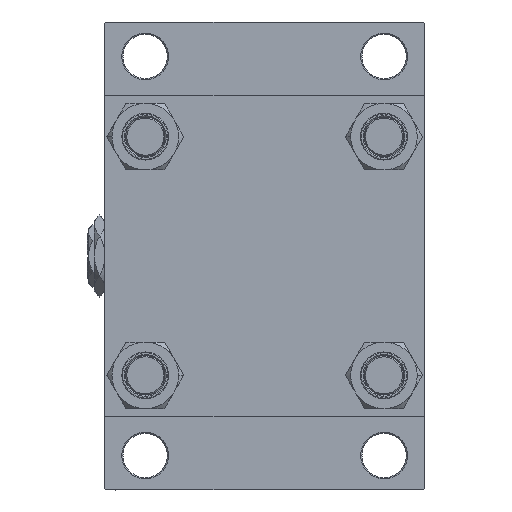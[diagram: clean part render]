
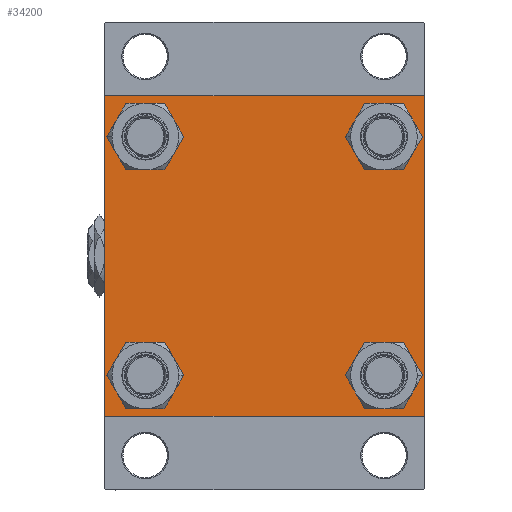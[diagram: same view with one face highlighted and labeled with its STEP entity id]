
A CAD part, left-side view. The second image highlights one B-rep face of the part: STEP entity #34200.
In plain terms, the highlighted planar face has unit normal (-1, 0, 0).
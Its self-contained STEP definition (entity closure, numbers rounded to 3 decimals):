
#554 = CARTESIAN_POINT ( 'NONE',  ( 0., 65., -65. ) ) ;
#652 = EDGE_CURVE ( 'NONE', #33524, #49078, #7578, .T. ) ;
#917 = EDGE_CURVE ( 'NONE', #39413, #28097, #15067, .T. ) ;
#1132 = LINE ( 'NONE', #5387, #41399 ) ;
#1436 = DIRECTION ( 'NONE',  ( 0., 0.707, -0.707 ) ) ;
#1757 = CARTESIAN_POINT ( 'NONE',  ( 0., -65., 64.5 ) ) ;
#1946 = CIRCLE ( 'NONE', #19540, 8.5 ) ;
#2020 = ORIENTED_EDGE ( 'NONE', *, *, #22701, .T. ) ;
#2436 = VERTEX_POINT ( 'NONE', #1757 ) ;
#2503 = EDGE_CURVE ( 'NONE', #3583, #38079, #1946, .T. ) ;
#2567 = VECTOR ( 'NONE', #21637, 1000. ) ;
#2589 = LINE ( 'NONE', #40659, #2567 ) ;
#3583 = VERTEX_POINT ( 'NONE', #33256 ) ;
#3795 = CARTESIAN_POINT ( 'NONE',  ( 0., 48.45, 48.45 ) ) ;
#4006 = VERTEX_POINT ( 'NONE', #36222 ) ;
#4110 = VECTOR ( 'NONE', #22362, 1000. ) ;
#4305 = LINE ( 'NONE', #554, #43109 ) ;
#4359 = EDGE_CURVE ( 'NONE', #38079, #3583, #8412, .T. ) ;
#5160 = VERTEX_POINT ( 'NONE', #22653 ) ;
#5387 = CARTESIAN_POINT ( 'NONE',  ( 0., -65., 65. ) ) ;
#6360 = FACE_BOUND ( 'NONE', #46752, .T. ) ;
#6638 = VERTEX_POINT ( 'NONE', #41549 ) ;
#6686 = EDGE_LOOP ( 'NONE', ( #2020, #40754 ) ) ;
#6997 = CARTESIAN_POINT ( 'NONE',  ( 0., -48.45, 48.45 ) ) ;
#7578 = CIRCLE ( 'NONE', #15494, 8.5 ) ;
#8412 = CIRCLE ( 'NONE', #41991, 8.5 ) ;
#8420 = AXIS2_PLACEMENT_3D ( 'NONE', #25658, #21894, #18130 ) ;
#9504 = DIRECTION ( 'NONE',  ( 1., 0., 0. ) ) ;
#10139 = ORIENTED_EDGE ( 'NONE', *, *, #35998, .T. ) ;
#10321 = DIRECTION ( 'NONE',  ( 0., 0., 1. ) ) ;
#10360 = PLANE ( 'NONE',  #8420 ) ;
#10567 = DIRECTION ( 'NONE',  ( 1., 0., 0. ) ) ;
#10827 = LINE ( 'NONE', #41389, #4110 ) ;
#10877 = DIRECTION ( 'NONE',  ( 1., 0., 0. ) ) ;
#11340 = CARTESIAN_POINT ( 'NONE',  ( 0., 65., 64.5 ) ) ;
#11441 = VERTEX_POINT ( 'NONE', #30743 ) ;
#15067 = LINE ( 'NONE', #37872, #38829 ) ;
#15494 = AXIS2_PLACEMENT_3D ( 'NONE', #35906, #43895, #16342 ) ;
#16149 = AXIS2_PLACEMENT_3D ( 'NONE', #36953, #10877, #37198 ) ;
#16171 = DIRECTION ( 'NONE',  ( 0., 0., -1. ) ) ;
#16218 = CARTESIAN_POINT ( 'NONE',  ( 0., 64.75, 64.75 ) ) ;
#16322 = DIRECTION ( 'NONE',  ( 0., -1., 0. ) ) ;
#16342 = DIRECTION ( 'NONE',  ( 0., 0., 1. ) ) ;
#16470 = CARTESIAN_POINT ( 'NONE',  ( 0., 64.5, -65. ) ) ;
#17878 = FACE_BOUND ( 'NONE', #6686, .T. ) ;
#18126 = CARTESIAN_POINT ( 'NONE',  ( 0., -64.5, 65. ) ) ;
#18130 = DIRECTION ( 'NONE',  ( 0., 0., 1. ) ) ;
#18169 = VERTEX_POINT ( 'NONE', #40992 ) ;
#18486 = CARTESIAN_POINT ( 'NONE',  ( 0., -65., -64.5 ) ) ;
#18624 = EDGE_CURVE ( 'NONE', #18169, #44658, #21434, .T. ) ;
#18714 = ORIENTED_EDGE ( 'NONE', *, *, #4359, .T. ) ;
#19540 = AXIS2_PLACEMENT_3D ( 'NONE', #37068, #9504, #36832 ) ;
#19787 = ORIENTED_EDGE ( 'NONE', *, *, #38424, .T. ) ;
#20662 = CIRCLE ( 'NONE', #24663, 8.5 ) ;
#20890 = EDGE_CURVE ( 'NONE', #6638, #31835, #2589, .T. ) ;
#21278 = CIRCLE ( 'NONE', #29983, 8.5 ) ;
#21434 = LINE ( 'NONE', #25432, #27995 ) ;
#21637 = DIRECTION ( 'NONE',  ( 0., -0.707, -0.707 ) ) ;
#21653 = FACE_BOUND ( 'NONE', #28972, .T. ) ;
#21686 = EDGE_CURVE ( 'NONE', #32975, #5160, #31374, .T. ) ;
#21738 = AXIS2_PLACEMENT_3D ( 'NONE', #3795, #46121, #30864 ) ;
#21894 = DIRECTION ( 'NONE',  ( -1., 0., 0. ) ) ;
#21997 = ORIENTED_EDGE ( 'NONE', *, *, #26141, .T. ) ;
#22362 = DIRECTION ( 'NONE',  ( 0., 0.707, 0.707 ) ) ;
#22653 = CARTESIAN_POINT ( 'NONE',  ( 0., -48.45, -39.95 ) ) ;
#22701 = EDGE_CURVE ( 'NONE', #49078, #33524, #44158, .T. ) ;
#22980 = CARTESIAN_POINT ( 'NONE',  ( 0., 65., 65. ) ) ;
#23485 = CARTESIAN_POINT ( 'NONE',  ( 0., 64.5, 65. ) ) ;
#24321 = ORIENTED_EDGE ( 'NONE', *, *, #41469, .T. ) ;
#24357 = EDGE_LOOP ( 'NONE', ( #38560, #24321 ) ) ;
#24663 = AXIS2_PLACEMENT_3D ( 'NONE', #26867, #38400, #31141 ) ;
#25186 = ORIENTED_EDGE ( 'NONE', *, *, #48527, .T. ) ;
#25432 = CARTESIAN_POINT ( 'NONE',  ( 0., -64.75, -64.75 ) ) ;
#25464 = EDGE_LOOP ( 'NONE', ( #19787, #37816, #48935, #44223, #32038, #25186, #32552, #10139 ) ) ;
#25658 = CARTESIAN_POINT ( 'NONE',  ( 0., 0., 0. ) ) ;
#26015 = CARTESIAN_POINT ( 'NONE',  ( 0., 48.45, -48.45 ) ) ;
#26141 = EDGE_CURVE ( 'NONE', #5160, #32975, #43436, .T. ) ;
#26867 = CARTESIAN_POINT ( 'NONE',  ( 0., 48.45, -48.45 ) ) ;
#27765 = LINE ( 'NONE', #16218, #33294 ) ;
#27995 = VECTOR ( 'NONE', #32717, 1000. ) ;
#28097 = VERTEX_POINT ( 'NONE', #18126 ) ;
#28972 = EDGE_LOOP ( 'NONE', ( #21997, #49047 ) ) ;
#29434 = FACE_OUTER_BOUND ( 'NONE', #25464, .T. ) ;
#29796 = DIRECTION ( 'NONE',  ( 0., 0., 1. ) ) ;
#29983 = AXIS2_PLACEMENT_3D ( 'NONE', #26015, #44803, #29796 ) ;
#30375 = DIRECTION ( 'NONE',  ( 0., -1., 0. ) ) ;
#30688 = AXIS2_PLACEMENT_3D ( 'NONE', #40887, #10567, #10321 ) ;
#30743 = CARTESIAN_POINT ( 'NONE',  ( 0., 48.45, -56.95 ) ) ;
#30864 = DIRECTION ( 'NONE',  ( 0., 0., 1. ) ) ;
#31141 = DIRECTION ( 'NONE',  ( 0., 0., 1. ) ) ;
#31374 = CIRCLE ( 'NONE', #16149, 8.5 ) ;
#31835 = VERTEX_POINT ( 'NONE', #16470 ) ;
#32038 = ORIENTED_EDGE ( 'NONE', *, *, #39837, .F. ) ;
#32420 = EDGE_CURVE ( 'NONE', #4006, #11441, #21278, .T. ) ;
#32552 = ORIENTED_EDGE ( 'NONE', *, *, #917, .F. ) ;
#32717 = DIRECTION ( 'NONE',  ( 0., -0.707, 0.707 ) ) ;
#32975 = VERTEX_POINT ( 'NONE', #46707 ) ;
#33256 = CARTESIAN_POINT ( 'NONE',  ( 0., -48.45, 39.95 ) ) ;
#33294 = VECTOR ( 'NONE', #1436, 1000. ) ;
#33524 = VERTEX_POINT ( 'NONE', #48308 ) ;
#34200 = ADVANCED_FACE ( 'NONE', ( #6360, #21653, #36943, #17878, #29434 ), #10360, .T. ) ;
#34339 = VERTEX_POINT ( 'NONE', #11340 ) ;
#35906 = CARTESIAN_POINT ( 'NONE',  ( 0., 48.45, 48.45 ) ) ;
#35998 = EDGE_CURVE ( 'NONE', #39413, #34339, #27765, .T. ) ;
#36222 = CARTESIAN_POINT ( 'NONE',  ( 0., 48.45, -39.95 ) ) ;
#36832 = DIRECTION ( 'NONE',  ( 0., 0., 1. ) ) ;
#36943 = FACE_BOUND ( 'NONE', #24357, .T. ) ;
#36953 = CARTESIAN_POINT ( 'NONE',  ( 0., -48.45, -48.45 ) ) ;
#37068 = CARTESIAN_POINT ( 'NONE',  ( 0., -48.45, 48.45 ) ) ;
#37198 = DIRECTION ( 'NONE',  ( 0., 0., 1. ) ) ;
#37588 = DIRECTION ( 'NONE',  ( 0., 0., 1. ) ) ;
#37816 = ORIENTED_EDGE ( 'NONE', *, *, #20890, .T. ) ;
#37872 = CARTESIAN_POINT ( 'NONE',  ( 0., 65., 65. ) ) ;
#38000 = CARTESIAN_POINT ( 'NONE',  ( 0., -48.45, 56.95 ) ) ;
#38038 = LINE ( 'NONE', #22980, #44577 ) ;
#38079 = VERTEX_POINT ( 'NONE', #38000 ) ;
#38281 = DIRECTION ( 'NONE',  ( 0., 0., -1. ) ) ;
#38400 = DIRECTION ( 'NONE',  ( 1., 0., 0. ) ) ;
#38424 = EDGE_CURVE ( 'NONE', #34339, #6638, #38038, .T. ) ;
#38560 = ORIENTED_EDGE ( 'NONE', *, *, #32420, .T. ) ;
#38829 = VECTOR ( 'NONE', #30375, 1000. ) ;
#39413 = VERTEX_POINT ( 'NONE', #23485 ) ;
#39837 = EDGE_CURVE ( 'NONE', #2436, #44658, #1132, .T. ) ;
#40659 = CARTESIAN_POINT ( 'NONE',  ( 0., 64.75, -64.75 ) ) ;
#40754 = ORIENTED_EDGE ( 'NONE', *, *, #652, .T. ) ;
#40887 = CARTESIAN_POINT ( 'NONE',  ( 0., -48.45, -48.45 ) ) ;
#40992 = CARTESIAN_POINT ( 'NONE',  ( 0., -64.5, -65. ) ) ;
#41389 = CARTESIAN_POINT ( 'NONE',  ( 0., -64.75, 64.75 ) ) ;
#41399 = VECTOR ( 'NONE', #16171, 1000. ) ;
#41469 = EDGE_CURVE ( 'NONE', #11441, #4006, #20662, .T. ) ;
#41549 = CARTESIAN_POINT ( 'NONE',  ( 0., 65., -64.5 ) ) ;
#41991 = AXIS2_PLACEMENT_3D ( 'NONE', #6997, #48591, #37588 ) ;
#43109 = VECTOR ( 'NONE', #16322, 1000. ) ;
#43436 = CIRCLE ( 'NONE', #30688, 8.5 ) ;
#43895 = DIRECTION ( 'NONE',  ( 1., 0., 0. ) ) ;
#44158 = CIRCLE ( 'NONE', #21738, 8.5 ) ;
#44223 = ORIENTED_EDGE ( 'NONE', *, *, #18624, .T. ) ;
#44577 = VECTOR ( 'NONE', #38281, 1000. ) ;
#44658 = VERTEX_POINT ( 'NONE', #18486 ) ;
#44799 = ORIENTED_EDGE ( 'NONE', *, *, #2503, .T. ) ;
#44803 = DIRECTION ( 'NONE',  ( 1., 0., 0. ) ) ;
#44969 = CARTESIAN_POINT ( 'NONE',  ( 0., 48.45, 56.95 ) ) ;
#45389 = EDGE_CURVE ( 'NONE', #31835, #18169, #4305, .T. ) ;
#46121 = DIRECTION ( 'NONE',  ( 1., 0., 0. ) ) ;
#46707 = CARTESIAN_POINT ( 'NONE',  ( 0., -48.45, -56.95 ) ) ;
#46752 = EDGE_LOOP ( 'NONE', ( #18714, #44799 ) ) ;
#48308 = CARTESIAN_POINT ( 'NONE',  ( 0., 48.45, 39.95 ) ) ;
#48527 = EDGE_CURVE ( 'NONE', #2436, #28097, #10827, .T. ) ;
#48591 = DIRECTION ( 'NONE',  ( 1., 0., 0. ) ) ;
#48935 = ORIENTED_EDGE ( 'NONE', *, *, #45389, .T. ) ;
#49047 = ORIENTED_EDGE ( 'NONE', *, *, #21686, .T. ) ;
#49078 = VERTEX_POINT ( 'NONE', #44969 ) ;
